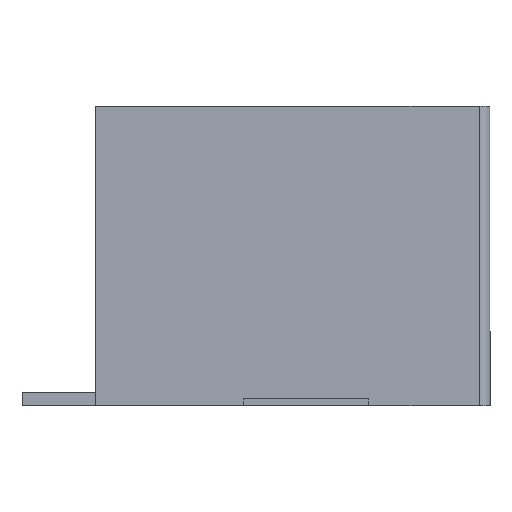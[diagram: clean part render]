
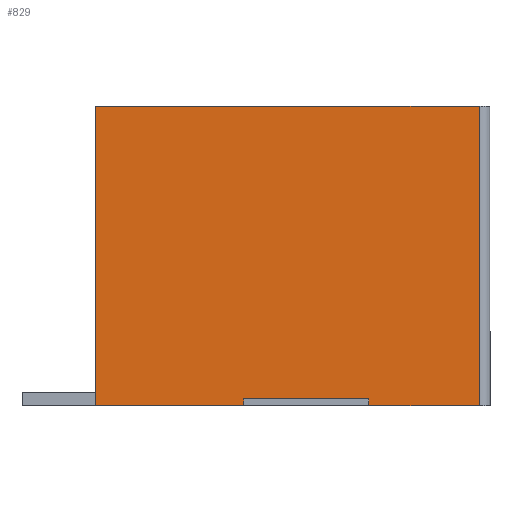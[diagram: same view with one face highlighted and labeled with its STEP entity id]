
A CAD part, left-side view. The second image highlights one B-rep face of the part: STEP entity #829.
In plain terms, the highlighted planar face has unit normal (-1, 0, 0).
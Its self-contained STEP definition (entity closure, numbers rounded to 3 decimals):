
#670 = VERTEX_POINT('',#671);
#671 = CARTESIAN_POINT('',(-9.,0.4,0.));
#678 = EDGE_CURVE('',#670,#679,#681,.T.);
#679 = VERTEX_POINT('',#680);
#680 = CARTESIAN_POINT('',(-9.,14.5,0.));
#681 = LINE('',#682,#683);
#682 = CARTESIAN_POINT('',(-9.,0.,0.));
#683 = VECTOR('',#684,1.);
#684 = DIRECTION('',(0.,1.,0.));
#785 = VERTEX_POINT('',#786);
#786 = CARTESIAN_POINT('',(-9.,0.4,11.));
#793 = EDGE_CURVE('',#785,#670,#794,.T.);
#794 = LINE('',#795,#796);
#795 = CARTESIAN_POINT('',(-9.,0.4,11.));
#796 = VECTOR('',#797,1.);
#797 = DIRECTION('',(0.,0.,-1.));
#829 = ADVANCED_FACE('',(#830),#848,.T.);
#830 = FACE_BOUND('',#831,.T.);
#831 = EDGE_LOOP('',(#832,#840,#846,#847));
#832 = ORIENTED_EDGE('',*,*,#833,.T.);
#833 = EDGE_CURVE('',#785,#834,#836,.T.);
#834 = VERTEX_POINT('',#835);
#835 = CARTESIAN_POINT('',(-9.,14.5,11.));
#836 = LINE('',#837,#838);
#837 = CARTESIAN_POINT('',(-9.,0.,11.));
#838 = VECTOR('',#839,1.);
#839 = DIRECTION('',(0.,1.,0.));
#840 = ORIENTED_EDGE('',*,*,#841,.T.);
#841 = EDGE_CURVE('',#834,#679,#842,.T.);
#842 = LINE('',#843,#844);
#843 = CARTESIAN_POINT('',(-9.,14.5,11.));
#844 = VECTOR('',#845,1.);
#845 = DIRECTION('',(0.,0.,-1.));
#846 = ORIENTED_EDGE('',*,*,#678,.F.);
#847 = ORIENTED_EDGE('',*,*,#793,.F.);
#848 = PLANE('',#849);
#849 = AXIS2_PLACEMENT_3D('',#850,#851,#852);
#850 = CARTESIAN_POINT('',(-9.,0.,11.));
#851 = DIRECTION('',(-1.,0.,0.));
#852 = DIRECTION('',(0.,0.,-1.));
